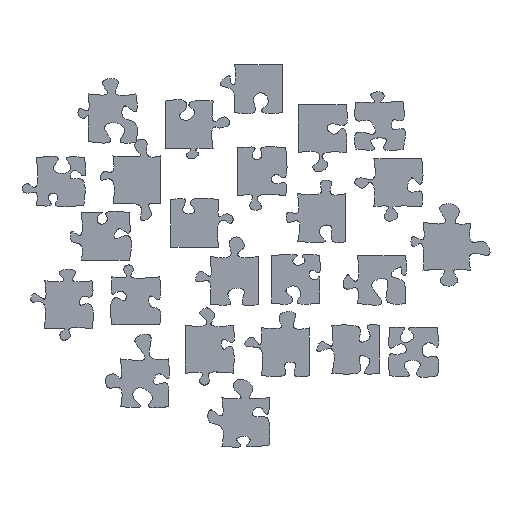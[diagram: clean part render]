
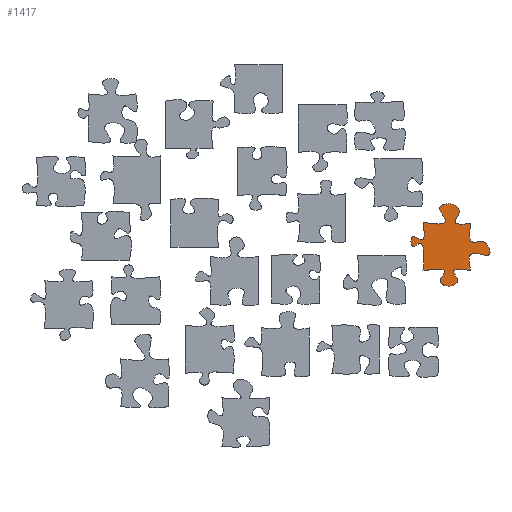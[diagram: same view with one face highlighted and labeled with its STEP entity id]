
A CAD part, top view. The second image highlights one B-rep face of the part: STEP entity #1417.
In plain terms, the highlighted planar face has unit normal (0, 0, 1).
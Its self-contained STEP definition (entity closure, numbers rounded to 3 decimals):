
#1239=CARTESIAN_POINT('',(114.847,-30.778,1.));
#1240=VERTEX_POINT('',#1239);
#1247=CARTESIAN_POINT('',(124.839,-30.954,1.));
#1248=VERTEX_POINT('',#1247);
#1249=CARTESIAN_POINT('',(114.847,-30.778,1.));
#1250=CARTESIAN_POINT('',(122.515,-32.028,1.));
#1251=CARTESIAN_POINT('',(115.978,-27.76,1.));
#1252=CARTESIAN_POINT('',(120.886,-26.278,1.));
#1253=CARTESIAN_POINT('',(123.81,-29.084,1.));
#1254=CARTESIAN_POINT('',(119.535,-31.595,1.));
#1255=CARTESIAN_POINT('',(124.839,-30.954,1.));
#1256=B_SPLINE_CURVE_WITH_KNOTS('',3,(#1249,#1250,#1251,#1252,#1253,#1254,#1255),.UNSPECIFIED.,.F.,.F.,(4,1,1,1,4),(0.,0.33,0.527,0.713,1.),.UNSPECIFIED.);
#1257=EDGE_CURVE('',#1240,#1248,#1256,.T.);
#1298=CARTESIAN_POINT('',(114.836,-40.77,1.));
#1299=VERTEX_POINT('',#1298);
#1306=CARTESIAN_POINT('',(114.847,-30.778,1.));
#1307=CARTESIAN_POINT('',(115.823,-36.242,1.));
#1308=CARTESIAN_POINT('',(112.865,-32.682,1.));
#1309=CARTESIAN_POINT('',(112.137,-34.717,1.));
#1310=CARTESIAN_POINT('',(112.76,-36.191,1.));
#1311=CARTESIAN_POINT('',(114.187,-34.694,1.));
#1312=CARTESIAN_POINT('',(115.456,-35.306,1.));
#1313=CARTESIAN_POINT('',(114.836,-40.77,1.));
#1314=B_SPLINE_CURVE_WITH_KNOTS('',3,(#1306,#1307,#1308,#1309,#1310,#1311,#1312,#1313),.UNSPECIFIED.,.F.,.F.,(4,1,1,1,1,4),(0.,0.291,0.444,0.581,0.718,1.),.UNSPECIFIED.);
#1315=EDGE_CURVE('',#1240,#1299,#1314,.T.);
#1348=CARTESIAN_POINT('',(124.819,-40.77,1.));
#1349=VERTEX_POINT('',#1348);
#1356=CARTESIAN_POINT('',(114.836,-40.77,1.));
#1357=CARTESIAN_POINT('',(122.033,-39.874,1.));
#1358=CARTESIAN_POINT('',(116.599,-42.544,1.));
#1359=CARTESIAN_POINT('',(120.325,-44.69,1.));
#1360=CARTESIAN_POINT('',(123.672,-42.367,1.));
#1361=CARTESIAN_POINT('',(118.893,-40.039,1.));
#1362=CARTESIAN_POINT('',(124.819,-40.77,1.));
#1363=B_SPLINE_CURVE_WITH_KNOTS('',3,(#1356,#1357,#1358,#1359,#1360,#1361,#1362),.UNSPECIFIED.,.F.,.F.,(4,1,1,1,4),(0.,0.322,0.511,0.697,1.),.UNSPECIFIED.);
#1364=EDGE_CURVE('',#1299,#1349,#1363,.T.);
#1393=CARTESIAN_POINT('',(124.819,-40.77,1.));
#1394=CARTESIAN_POINT('',(123.216,-34.888,1.));
#1395=CARTESIAN_POINT('',(130.303,-40.276,1.));
#1396=CARTESIAN_POINT('',(127.556,-32.376,1.));
#1397=CARTESIAN_POINT('',(123.81,-36.898,1.));
#1398=CARTESIAN_POINT('',(124.839,-30.954,1.));
#1399=B_SPLINE_CURVE_WITH_KNOTS('',3,(#1393,#1394,#1395,#1396,#1397,#1398),.UNSPECIFIED.,.F.,.F.,(4,1,1,4),(0.,0.388,0.635,1.),.UNSPECIFIED.);
#1400=EDGE_CURVE('',#1349,#1248,#1399,.T.);
#1406=CARTESIAN_POINT('',(0.,0.,1.));
#1407=DIRECTION('',(0.,0.,1.));
#1408=DIRECTION('',(1.,0.,0.));
#1409=AXIS2_PLACEMENT_3D('',#1406,#1407,#1408);
#1410=PLANE('',#1409);
#1411=ORIENTED_EDGE('',*,*,#1257,.F.);
#1412=ORIENTED_EDGE('',*,*,#1315,.T.);
#1413=ORIENTED_EDGE('',*,*,#1364,.T.);
#1414=ORIENTED_EDGE('',*,*,#1400,.T.);
#1415=EDGE_LOOP('',(#1411,#1412,#1413,#1414));
#1416=FACE_BOUND('',#1415,.T.);
#1417=ADVANCED_FACE('',(#1416),#1410,.T.);
